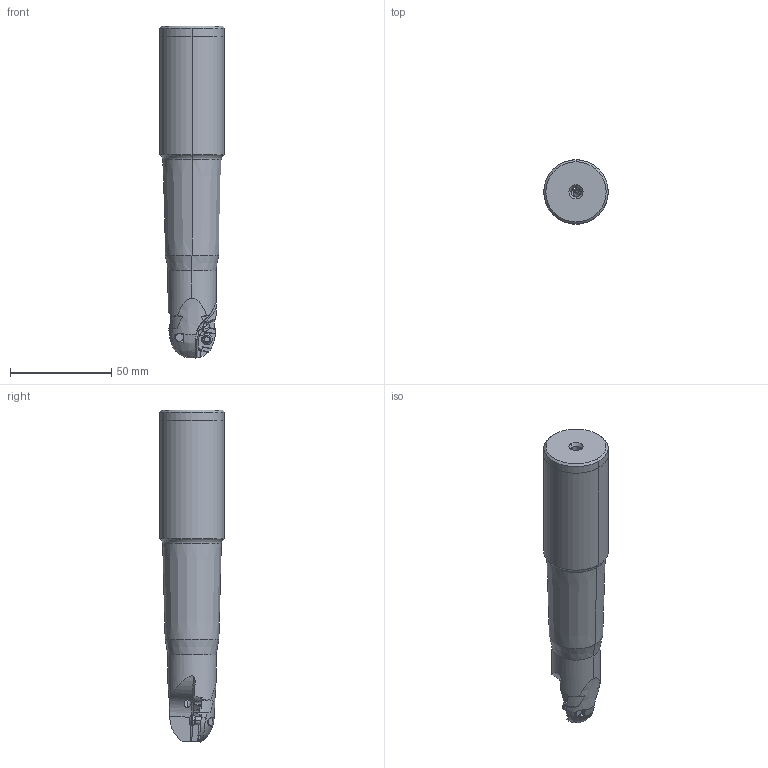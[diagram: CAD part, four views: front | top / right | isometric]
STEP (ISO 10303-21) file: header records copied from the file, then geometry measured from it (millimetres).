
FILE_DESCRIPTION(/* description */ (''),/* implementation_level */ '2;1');
FILE_NAME(/* name */ 'SRM216SAL2.stp',/* time_stamp */ '2017-10-11T11:30:21+09:00',/* author */ (''),/* organization */ (''),/* preprocessor_version */ 'ST-DEVELOPER v16',/* originating_system */ 'SIEMENS PLM Software NX 10.0',/* authorisation */ '');
FILE_SCHEMA (('AUTOMOTIVE_DESIGN { 1 0 10303 214 3 1 1 1 }'));
Length unit declared in the file: millimetre
Products named in the file (1): SRM216SAL2_ASM
Bounding box: 31.75 x 31.75 x 163.7 mm (x, y, z)
Volume: 93822.9 mm3; surface area: 18140.6 mm2
Topology: 3 solids, 3 shells, 224 faces, 652 edges, 426 vertices
Faces by surface type: cylinder 90, plane 65, cone 51, torus 12, bspline 4, sphere 2
Entity records: 9313 total; most frequent: CARTESIAN_POINT 3381, ORIENTED_EDGE 1284, DIRECTION 1208, EDGE_CURVE 642, AXIS2_PLACEMENT_3D 503, VERTEX_POINT 426, CIRCLE 263, EDGE_LOOP 234
